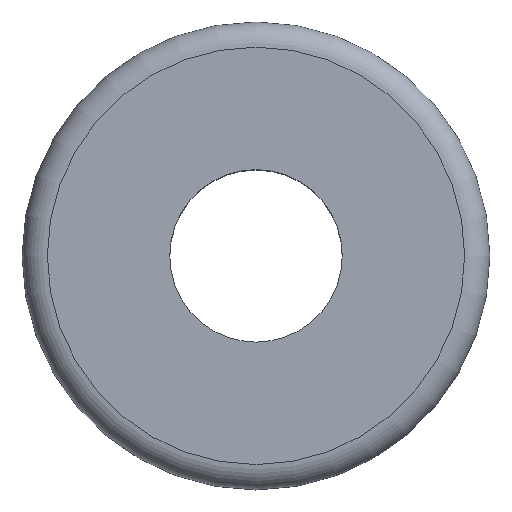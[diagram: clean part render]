
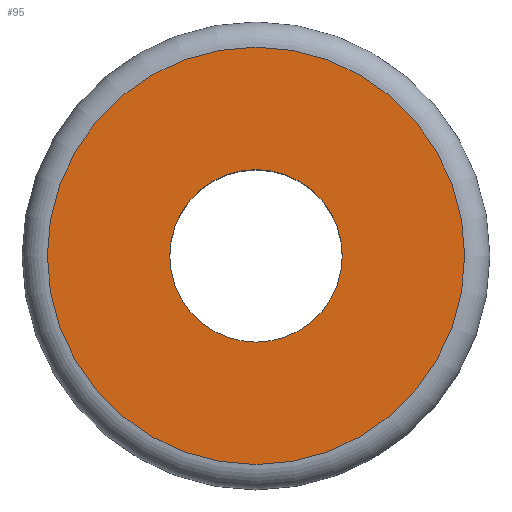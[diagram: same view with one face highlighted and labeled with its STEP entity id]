
A CAD part, top view. The second image highlights one B-rep face of the part: STEP entity #95.
In plain terms, the highlighted planar face has unit normal (0, 0, 1).
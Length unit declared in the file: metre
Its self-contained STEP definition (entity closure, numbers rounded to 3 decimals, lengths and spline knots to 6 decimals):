
#15=PLANE('',#122);
#23=ORIENTED_EDGE('',*,*,#39,.T.);
#24=ORIENTED_EDGE('',*,*,#40,.T.);
#39=EDGE_CURVE('',#47,#47,#55,.T.);
#40=EDGE_CURVE('',#48,#48,#56,.T.);
#47=VERTEX_POINT('',#181);
#48=VERTEX_POINT('',#183);
#55=CIRCLE('',#123,0.00248);
#56=CIRCLE('',#124,0.001025);
#63=EDGE_LOOP('',(#23));
#64=EDGE_LOOP('',(#24));
#79=FACE_BOUND('',#63,.T.);
#80=FACE_BOUND('',#64,.T.);
#95=ADVANCED_FACE('',(#79,#80),#15,.T.);
#122=AXIS2_PLACEMENT_3D('',#179,#149,#150);
#123=AXIS2_PLACEMENT_3D('',#180,#151,#152);
#124=AXIS2_PLACEMENT_3D('',#182,#153,#154);
#149=DIRECTION('',(0.,0.,1.));
#150=DIRECTION('',(1.,0.,0.));
#151=DIRECTION('',(0.,0.,1.));
#152=DIRECTION('',(1.,0.,0.));
#153=DIRECTION('',(0.,0.,-1.));
#154=DIRECTION('',(-1.,0.,0.));
#179=CARTESIAN_POINT('',(0.,0.,0.00303));
#180=CARTESIAN_POINT('',(0.,0.,0.00303));
#181=CARTESIAN_POINT('',(0.00248,0.,0.00303));
#182=CARTESIAN_POINT('',(0.,0.,0.00303));
#183=CARTESIAN_POINT('',(-0.001025,0.,0.00303));
